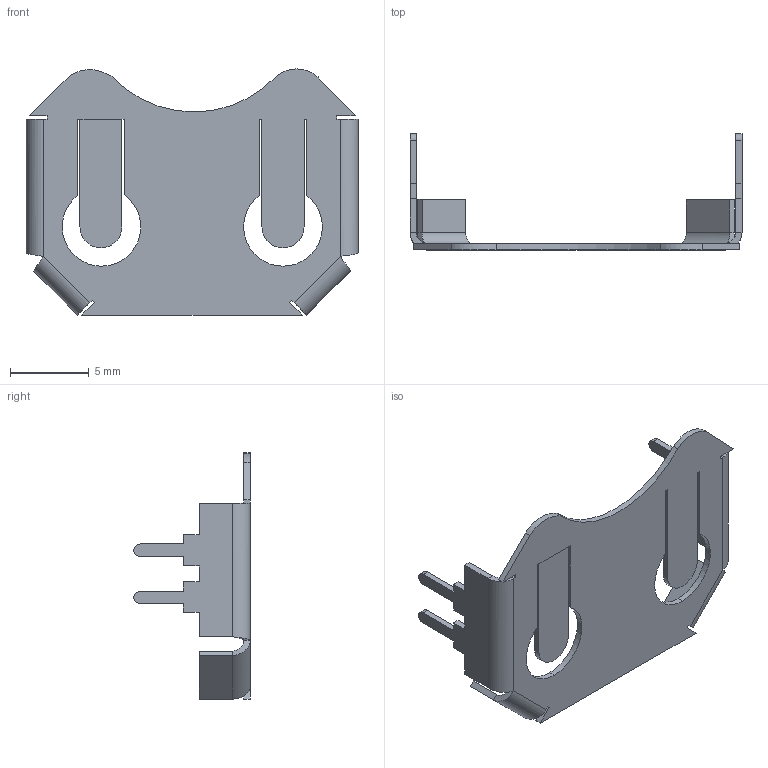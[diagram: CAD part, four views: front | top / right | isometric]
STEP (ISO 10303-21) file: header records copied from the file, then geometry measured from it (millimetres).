
FILE_DESCRIPTION (( 'STEP AP214' ), '1' );
FILE_NAME ('BAT-HLD-001-THM.STEP', '2023-03-28T07:17:46', ( '' ), ( '' ), 'SwSTEP 2.0', 'SolidWorks 2022', '' );
FILE_SCHEMA (( 'AUTOMOTIVE_DESIGN' ));
Length unit declared in the file: millimetre
Products named in the file (1): BAT-HLD-001-THM
Bounding box: 21.1 x 7.39 x 15.65 mm (x, y, z)
Volume: 144.2 mm3; surface area: 813.4 mm2
Topology: 2 solids, 2 shells, 119 faces, 313 edges, 198 vertices
Faces by surface type: plane 86, cylinder 27, bspline 6
Entity records: 3852 total; most frequent: CARTESIAN_POINT 877, ORIENTED_EDGE 626, DIRECTION 575, EDGE_CURVE 313, LINE 255, VECTOR 255, VERTEX_POINT 198, AXIS2_PLACEMENT_3D 160
